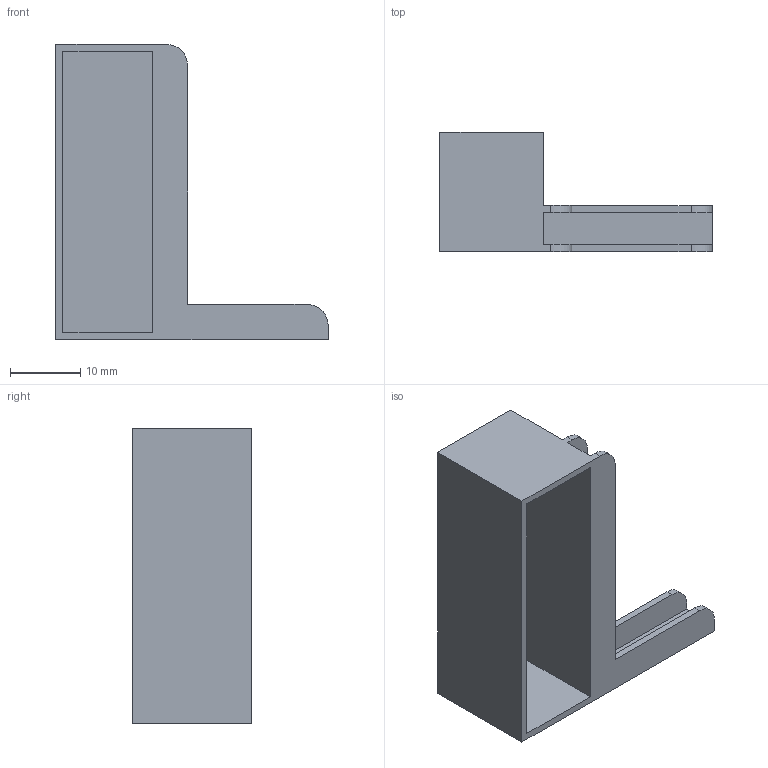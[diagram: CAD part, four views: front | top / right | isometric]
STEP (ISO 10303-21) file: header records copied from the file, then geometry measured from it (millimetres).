
FILE_DESCRIPTION(/* description */ (''),/* implementation_level */ '2;1');
FILE_NAME(/* name */ 'N4P-Nozzle Brusher v9.step',/* time_stamp */ '2024-01-15T08:12:48+01:00',/* author */ (''),/* organization */ (''),/* preprocessor_version */ 'ST-DEVELOPER v20',/* originating_system */ 'Autodesk Translation Framework v12.14.0.127',/* authorisation */ '');
FILE_SCHEMA (('AUTOMOTIVE_DESIGN { 1 0 10303 214 3 1 1 }'));
Length unit declared in the file: millimetre
Products named in the file (2): N4P-Nozzle Brusher; BrushClip
Assembly tree (1 placements, depth 2):
  N4P-Nozzle Brusher
    BrushClip
Bounding box: 38.75 x 17 x 42 mm (x, y, z)
Volume: 3010.2 mm3; surface area: 6176.7 mm2
Topology: 1 solids, 1 shells, 25 faces, 66 edges, 44 vertices
Faces by surface type: plane 21, cylinder 4
Entity records: 821 total; most frequent: CARTESIAN_POINT 138, ORIENTED_EDGE 132, DIRECTION 130, EDGE_CURVE 66, LINE 58, VECTOR 58, VERTEX_POINT 44, AXIS2_PLACEMENT_3D 36
